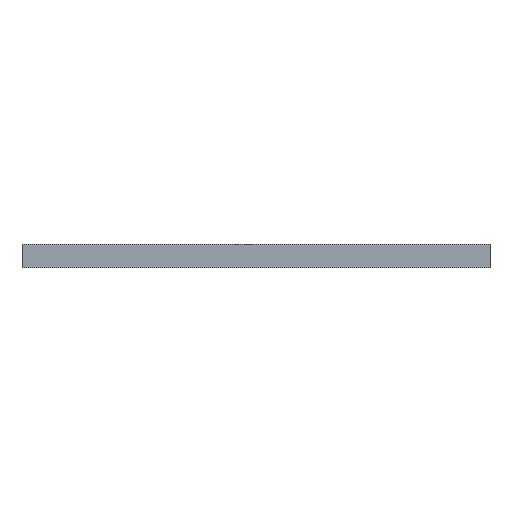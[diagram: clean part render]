
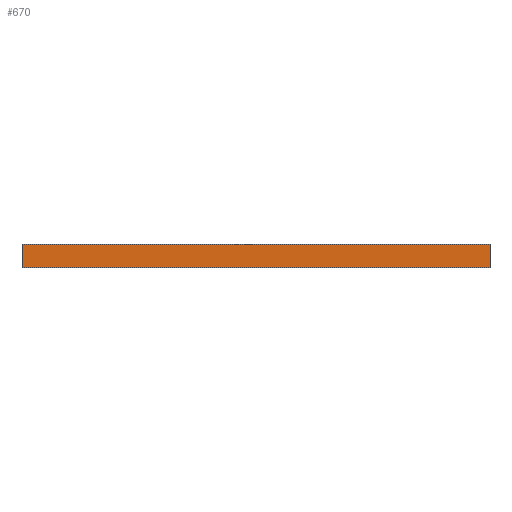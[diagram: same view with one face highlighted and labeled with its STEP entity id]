
A CAD part, front view. The second image highlights one B-rep face of the part: STEP entity #670.
In plain terms, the highlighted planar face has unit normal (0, -1, 0).
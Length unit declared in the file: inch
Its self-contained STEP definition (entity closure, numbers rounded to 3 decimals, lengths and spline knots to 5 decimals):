
#202 = PLANE ( 'NONE',  #3368 ) ;
#334 = CARTESIAN_POINT ( 'NONE',  ( -0.59055, -0.59055, -0.03937 ) ) ;
#445 = DIRECTION ( 'NONE',  ( 1., 0., 0. ) ) ;
#467 = VECTOR ( 'NONE', #445, 39.37008 ) ;
#670 = ADVANCED_FACE ( 'NONE', ( #795 ), #202, .T. ) ;
#795 = FACE_OUTER_BOUND ( 'NONE', #4185, .T. ) ;
#839 = ORIENTED_EDGE ( 'NONE', *, *, #2999, .F. ) ;
#1227 = DIRECTION ( 'NONE',  ( 0., -1., 0. ) ) ;
#1393 = EDGE_CURVE ( 'NONE', #3352, #10617, #4341, .T. ) ;
#2266 = EDGE_CURVE ( 'NONE', #7071, #10448, #11809, .T. ) ;
#2838 = CARTESIAN_POINT ( 'NONE',  ( -0.59055, -0.59055, 0. ) ) ;
#2999 = EDGE_CURVE ( 'NONE', #3352, #7071, #4039, .T. ) ;
#3182 = ORIENTED_EDGE ( 'NONE', *, *, #1393, .T. ) ;
#3352 = VERTEX_POINT ( 'NONE', #334 ) ;
#3368 = AXIS2_PLACEMENT_3D ( 'NONE', #6208, #1227, #6129 ) ;
#4039 = LINE ( 'NONE', #2838, #5889 ) ;
#4185 = EDGE_LOOP ( 'NONE', ( #839, #3182, #12813, #6803 ) ) ;
#4341 = LINE ( 'NONE', #5397, #467 ) ;
#4833 = CARTESIAN_POINT ( 'NONE',  ( 0.59055, -0.59055, 0. ) ) ;
#5397 = CARTESIAN_POINT ( 'NONE',  ( -0.59055, -0.59055, -0.03937 ) ) ;
#5889 = VECTOR ( 'NONE', #7761, 39.37008 ) ;
#6129 = DIRECTION ( 'NONE',  ( 1., 0., 0. ) ) ;
#6208 = CARTESIAN_POINT ( 'NONE',  ( -0.59055, -0.59055, 0. ) ) ;
#6803 = ORIENTED_EDGE ( 'NONE', *, *, #2266, .F. ) ;
#7071 = VERTEX_POINT ( 'NONE', #10829 ) ;
#7354 = CARTESIAN_POINT ( 'NONE',  ( -0.59055, -0.59055, 0.01969 ) ) ;
#7692 = LINE ( 'NONE', #4833, #9246 ) ;
#7761 = DIRECTION ( 'NONE',  ( 0., 0., 1. ) ) ;
#7991 = CARTESIAN_POINT ( 'NONE',  ( 0.59055, -0.59055, 0.01969 ) ) ;
#9246 = VECTOR ( 'NONE', #9589, 39.37008 ) ;
#9445 = EDGE_CURVE ( 'NONE', #10617, #10448, #7692, .T. ) ;
#9589 = DIRECTION ( 'NONE',  ( 0., 0., 1. ) ) ;
#10326 = DIRECTION ( 'NONE',  ( 1., 0., 0. ) ) ;
#10448 = VERTEX_POINT ( 'NONE', #7991 ) ;
#10617 = VERTEX_POINT ( 'NONE', #12248 ) ;
#10829 = CARTESIAN_POINT ( 'NONE',  ( -0.59055, -0.59055, 0.01969 ) ) ;
#11478 = VECTOR ( 'NONE', #10326, 39.37008 ) ;
#11809 = LINE ( 'NONE', #7354, #11478 ) ;
#12248 = CARTESIAN_POINT ( 'NONE',  ( 0.59055, -0.59055, -0.03937 ) ) ;
#12813 = ORIENTED_EDGE ( 'NONE', *, *, #9445, .T. ) ;
